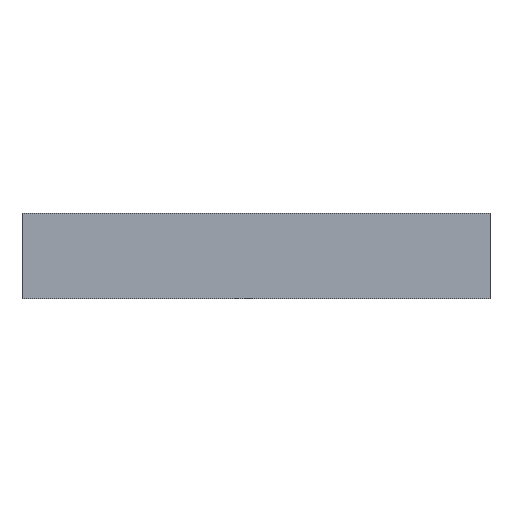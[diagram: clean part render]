
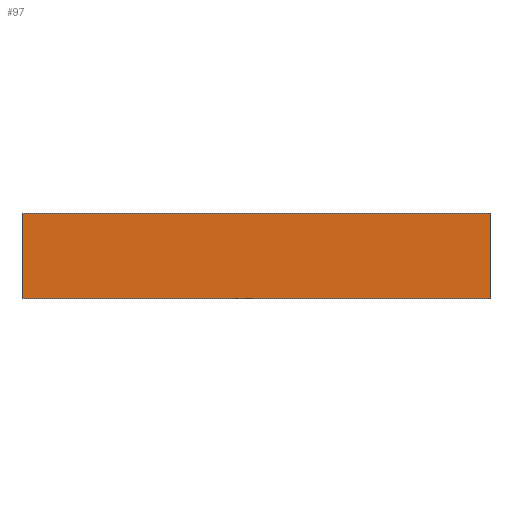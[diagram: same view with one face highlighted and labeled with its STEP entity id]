
A CAD part, front view. The second image highlights one B-rep face of the part: STEP entity #97.
In plain terms, the highlighted planar face has unit normal (0, -1, 0).
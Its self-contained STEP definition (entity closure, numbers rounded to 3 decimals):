
#97=ADVANCED_FACE('',(#192),#193,.F.);
#192=FACE_OUTER_BOUND('',#290,.T.);
#193=PLANE('',#291);
#290=EDGE_LOOP('',(#456,#457,#458,#459));
#291=AXIS2_PLACEMENT_3D('',#460,#461,#462);
#456=ORIENTED_EDGE('',*,*,#534,.T.);
#457=ORIENTED_EDGE('',*,*,#516,.F.);
#458=ORIENTED_EDGE('',*,*,#535,.F.);
#459=ORIENTED_EDGE('',*,*,#511,.F.);
#460=CARTESIAN_POINT('',(0.0,-150.0,5.0));
#461=DIRECTION('',(0.0,1.0,0.0));
#462=DIRECTION('',(0.0,0.0,1.0));
#511=EDGE_CURVE('',#591,#586,#593,.T.);
#516=EDGE_CURVE('',#601,#603,#604,.T.);
#534=EDGE_CURVE('',#591,#603,#634,.T.);
#535=EDGE_CURVE('',#586,#601,#635,.T.);
#586=VERTEX_POINT('',#686);
#591=VERTEX_POINT('',#693);
#593=LINE('',#696,#697);
#601=VERTEX_POINT('',#705);
#603=VERTEX_POINT('',#708);
#604=LINE('',#709,#710);
#634=LINE('',#754,#755);
#635=LINE('',#756,#757);
#686=CARTESIAN_POINT('',(27.5,-150.0,10.0));
#693=CARTESIAN_POINT('',(-27.5,-150.0,10.0));
#696=CARTESIAN_POINT('',(0.0,-150.0,10.0));
#697=VECTOR('',#837,1.0);
#705=CARTESIAN_POINT('',(27.5,-150.0,0.0));
#708=CARTESIAN_POINT('',(-27.5,-150.0,0.0));
#709=CARTESIAN_POINT('',(0.0,-150.0,0.0));
#710=VECTOR('',#848,1.0);
#754=CARTESIAN_POINT('',(-27.5,-150.0,5.0));
#755=VECTOR('',#872,1.0);
#756=CARTESIAN_POINT('',(27.5,-150.0,5.0));
#757=VECTOR('',#873,1.0);
#837=DIRECTION('',(1.0,0.0,0.0));
#848=DIRECTION('',(-1.0,0.0,0.0));
#872=DIRECTION('',(0.0,0.0,-1.0));
#873=DIRECTION('',(0.0,0.0,-1.0));
